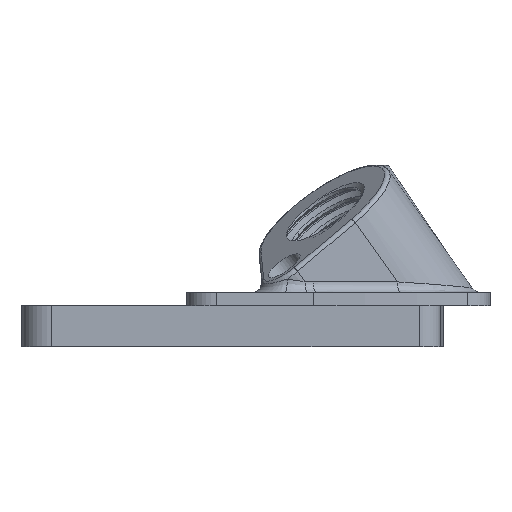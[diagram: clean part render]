
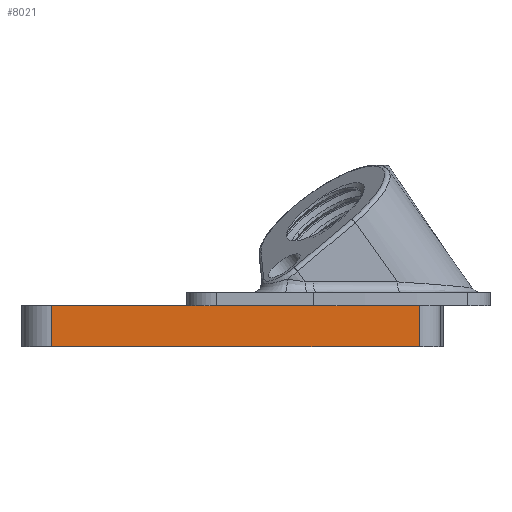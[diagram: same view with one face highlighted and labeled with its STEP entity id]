
A CAD part, left-side view. The second image highlights one B-rep face of the part: STEP entity #8021.
In plain terms, the highlighted planar face has unit normal (-1, 0, 0).
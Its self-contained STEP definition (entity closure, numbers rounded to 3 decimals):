
#3265 = PLANE('',#3266);
#3266 = AXIS2_PLACEMENT_3D('',#3267,#3268,#3269);
#3267 = CARTESIAN_POINT('',(0.,0.,-1.6));
#3268 = DIRECTION('',(0.,0.,1.));
#3269 = DIRECTION('',(1.,0.,0.));
#3728 = VERTEX_POINT('',#3729);
#3729 = CARTESIAN_POINT('',(-72.8,18.4,-1.6));
#3743 = PLANE('',#3744);
#3744 = AXIS2_PLACEMENT_3D('',#3745,#3746,#3747);
#3745 = CARTESIAN_POINT('',(0.,12.8,-1.6));
#3746 = DIRECTION('',(0.,0.,-1.));
#3747 = DIRECTION('',(-1.,0.,0.));
#6264 = EDGE_CURVE('',#3728,#6265,#6267,.T.);
#6265 = VERTEX_POINT('',#6266);
#6266 = CARTESIAN_POINT('',(-72.8,-9.8,-1.6));
#6267 = SURFACE_CURVE('',#6268,(#6272,#6279),.PCURVE_S1.);
#6268 = LINE('',#6269,#6270);
#6269 = CARTESIAN_POINT('',(-72.8,-4.9,-1.6));
#6270 = VECTOR('',#6271,1.);
#6271 = DIRECTION('',(0.,-1.,0.));
#6272 = PCURVE('',#3265,#6273);
#6273 = DEFINITIONAL_REPRESENTATION('',(#6274),#6278);
#6274 = LINE('',#6275,#6276);
#6275 = CARTESIAN_POINT('',(-72.8,-4.9));
#6276 = VECTOR('',#6277,1.);
#6277 = DIRECTION('',(0.,-1.));
#6278 = ( GEOMETRIC_REPRESENTATION_CONTEXT(2) 
PARAMETRIC_REPRESENTATION_CONTEXT() REPRESENTATION_CONTEXT('2D SPACE',''
  ) );
#6279 = PCURVE('',#6280,#6285);
#6280 = PLANE('',#6281);
#6281 = AXIS2_PLACEMENT_3D('',#6282,#6283,#6284);
#6282 = CARTESIAN_POINT('',(-72.8,-9.8,-1.6));
#6283 = DIRECTION('',(-1.,0.,0.));
#6284 = DIRECTION('',(0.,1.,0.));
#6285 = DEFINITIONAL_REPRESENTATION('',(#6286),#6290);
#6286 = LINE('',#6287,#6288);
#6287 = CARTESIAN_POINT('',(4.9,0.));
#6288 = VECTOR('',#6289,1.);
#6289 = DIRECTION('',(-1.,0.));
#6290 = ( GEOMETRIC_REPRESENTATION_CONTEXT(2) 
PARAMETRIC_REPRESENTATION_CONTEXT() REPRESENTATION_CONTEXT('2D SPACE',''
  ) );
#6309 = CYLINDRICAL_SURFACE('',#6310,2.6);
#6310 = AXIS2_PLACEMENT_3D('',#6311,#6312,#6313);
#6311 = CARTESIAN_POINT('',(-70.2,-9.8,-1.6));
#6312 = DIRECTION('',(0.,0.,-1.));
#6313 = DIRECTION('',(0.,-1.,0.));
#6835 = VERTEX_POINT('',#6836);
#6836 = CARTESIAN_POINT('',(-72.8,34.8,-1.6));
#6851 = CYLINDRICAL_SURFACE('',#6852,3.6);
#6852 = AXIS2_PLACEMENT_3D('',#6853,#6854,#6855);
#6853 = CARTESIAN_POINT('',(-69.2,34.8,-1.6));
#6854 = DIRECTION('',(0.,0.,-1.));
#6855 = DIRECTION('',(-1.,0.,0.));
#6863 = EDGE_CURVE('',#3728,#6835,#6864,.T.);
#6864 = SURFACE_CURVE('',#6865,(#6869,#6876),.PCURVE_S1.);
#6865 = LINE('',#6866,#6867);
#6866 = CARTESIAN_POINT('',(-72.8,-9.8,-1.6));
#6867 = VECTOR('',#6868,1.);
#6868 = DIRECTION('',(0.,1.,0.));
#6869 = PCURVE('',#3743,#6870);
#6870 = DEFINITIONAL_REPRESENTATION('',(#6871),#6875);
#6871 = LINE('',#6872,#6873);
#6872 = CARTESIAN_POINT('',(72.8,-22.6));
#6873 = VECTOR('',#6874,1.);
#6874 = DIRECTION('',(0.,1.));
#6875 = ( GEOMETRIC_REPRESENTATION_CONTEXT(2) 
PARAMETRIC_REPRESENTATION_CONTEXT() REPRESENTATION_CONTEXT('2D SPACE',''
  ) );
#6876 = PCURVE('',#6280,#6877);
#6877 = DEFINITIONAL_REPRESENTATION('',(#6878),#6882);
#6878 = LINE('',#6879,#6880);
#6879 = CARTESIAN_POINT('',(0.,0.));
#6880 = VECTOR('',#6881,1.);
#6881 = DIRECTION('',(1.,0.));
#6882 = ( GEOMETRIC_REPRESENTATION_CONTEXT(2) 
PARAMETRIC_REPRESENTATION_CONTEXT() REPRESENTATION_CONTEXT('2D SPACE',''
  ) );
#8021 = ADVANCED_FACE('',(#8022),#6280,.T.);
#8022 = FACE_BOUND('',#8023,.T.);
#8023 = EDGE_LOOP('',(#8024,#8025,#8026,#8049,#8077));
#8024 = ORIENTED_EDGE('',*,*,#6264,.F.);
#8025 = ORIENTED_EDGE('',*,*,#6863,.T.);
#8026 = ORIENTED_EDGE('',*,*,#8027,.T.);
#8027 = EDGE_CURVE('',#6835,#8028,#8030,.T.);
#8028 = VERTEX_POINT('',#8029);
#8029 = CARTESIAN_POINT('',(-72.8,34.8,-6.6));
#8030 = SURFACE_CURVE('',#8031,(#8035,#8042),.PCURVE_S1.);
#8031 = LINE('',#8032,#8033);
#8032 = CARTESIAN_POINT('',(-72.8,34.8,-1.6));
#8033 = VECTOR('',#8034,1.);
#8034 = DIRECTION('',(0.,0.,-1.));
#8035 = PCURVE('',#6280,#8036);
#8036 = DEFINITIONAL_REPRESENTATION('',(#8037),#8041);
#8037 = LINE('',#8038,#8039);
#8038 = CARTESIAN_POINT('',(44.6,0.));
#8039 = VECTOR('',#8040,1.);
#8040 = DIRECTION('',(0.,1.));
#8041 = ( GEOMETRIC_REPRESENTATION_CONTEXT(2) 
PARAMETRIC_REPRESENTATION_CONTEXT() REPRESENTATION_CONTEXT('2D SPACE',''
  ) );
#8042 = PCURVE('',#6851,#8043);
#8043 = DEFINITIONAL_REPRESENTATION('',(#8044),#8048);
#8044 = LINE('',#8045,#8046);
#8045 = CARTESIAN_POINT('',(0.,0.));
#8046 = VECTOR('',#8047,1.);
#8047 = DIRECTION('',(0.,1.));
#8048 = ( GEOMETRIC_REPRESENTATION_CONTEXT(2) 
PARAMETRIC_REPRESENTATION_CONTEXT() REPRESENTATION_CONTEXT('2D SPACE',''
  ) );
#8049 = ORIENTED_EDGE('',*,*,#8050,.F.);
#8050 = EDGE_CURVE('',#8051,#8028,#8053,.T.);
#8051 = VERTEX_POINT('',#8052);
#8052 = CARTESIAN_POINT('',(-72.8,-9.8,-6.6));
#8053 = SURFACE_CURVE('',#8054,(#8058,#8065),.PCURVE_S1.);
#8054 = LINE('',#8055,#8056);
#8055 = CARTESIAN_POINT('',(-72.8,-9.8,-6.6));
#8056 = VECTOR('',#8057,1.);
#8057 = DIRECTION('',(0.,1.,0.));
#8058 = PCURVE('',#6280,#8059);
#8059 = DEFINITIONAL_REPRESENTATION('',(#8060),#8064);
#8060 = LINE('',#8061,#8062);
#8061 = CARTESIAN_POINT('',(0.,5.));
#8062 = VECTOR('',#8063,1.);
#8063 = DIRECTION('',(1.,0.));
#8064 = ( GEOMETRIC_REPRESENTATION_CONTEXT(2) 
PARAMETRIC_REPRESENTATION_CONTEXT() REPRESENTATION_CONTEXT('2D SPACE',''
  ) );
#8065 = PCURVE('',#8066,#8071);
#8066 = PLANE('',#8067);
#8067 = AXIS2_PLACEMENT_3D('',#8068,#8069,#8070);
#8068 = CARTESIAN_POINT('',(0.,12.8,-6.6));
#8069 = DIRECTION('',(0.,0.,-1.));
#8070 = DIRECTION('',(-1.,0.,0.));
#8071 = DEFINITIONAL_REPRESENTATION('',(#8072),#8076);
#8072 = LINE('',#8073,#8074);
#8073 = CARTESIAN_POINT('',(72.8,-22.6));
#8074 = VECTOR('',#8075,1.);
#8075 = DIRECTION('',(0.,1.));
#8076 = ( GEOMETRIC_REPRESENTATION_CONTEXT(2) 
PARAMETRIC_REPRESENTATION_CONTEXT() REPRESENTATION_CONTEXT('2D SPACE',''
  ) );
#8077 = ORIENTED_EDGE('',*,*,#8078,.F.);
#8078 = EDGE_CURVE('',#6265,#8051,#8079,.T.);
#8079 = SURFACE_CURVE('',#8080,(#8084,#8091),.PCURVE_S1.);
#8080 = LINE('',#8081,#8082);
#8081 = CARTESIAN_POINT('',(-72.8,-9.8,-1.6));
#8082 = VECTOR('',#8083,1.);
#8083 = DIRECTION('',(0.,0.,-1.));
#8084 = PCURVE('',#6280,#8085);
#8085 = DEFINITIONAL_REPRESENTATION('',(#8086),#8090);
#8086 = LINE('',#8087,#8088);
#8087 = CARTESIAN_POINT('',(0.,0.));
#8088 = VECTOR('',#8089,1.);
#8089 = DIRECTION('',(0.,1.));
#8090 = ( GEOMETRIC_REPRESENTATION_CONTEXT(2) 
PARAMETRIC_REPRESENTATION_CONTEXT() REPRESENTATION_CONTEXT('2D SPACE',''
  ) );
#8091 = PCURVE('',#6309,#8092);
#8092 = DEFINITIONAL_REPRESENTATION('',(#8093),#8097);
#8093 = LINE('',#8094,#8095);
#8094 = CARTESIAN_POINT('',(1.571,0.));
#8095 = VECTOR('',#8096,1.);
#8096 = DIRECTION('',(0.,1.));
#8097 = ( GEOMETRIC_REPRESENTATION_CONTEXT(2) 
PARAMETRIC_REPRESENTATION_CONTEXT() REPRESENTATION_CONTEXT('2D SPACE',''
  ) );
